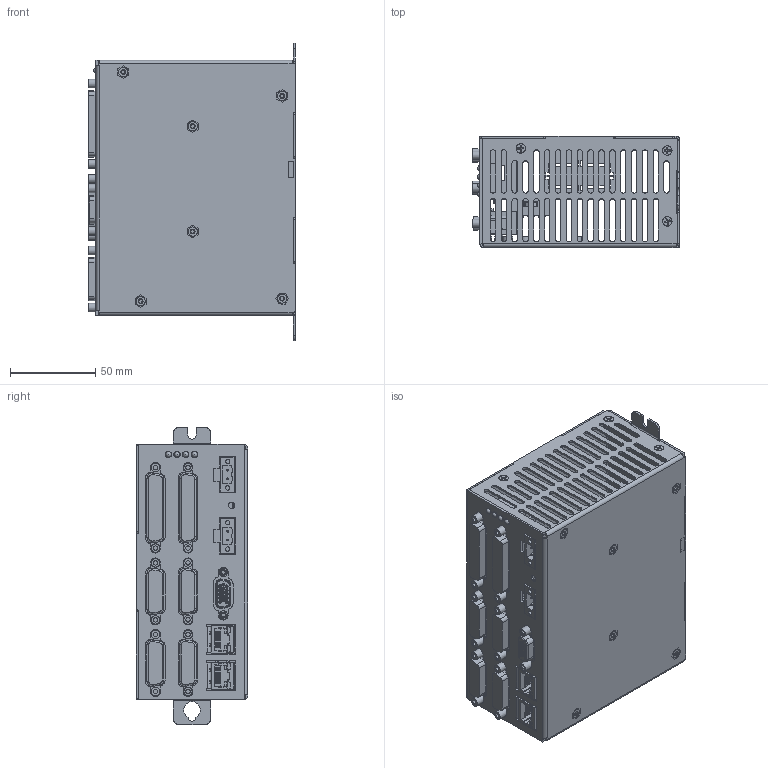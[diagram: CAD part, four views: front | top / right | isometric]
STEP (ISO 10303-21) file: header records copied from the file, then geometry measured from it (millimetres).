
FILE_DESCRIPTION(/* description */ ('7900 - 4 AXIS'),/* implementation_level */ '2;1');
FILE_NAME(/* name */ '7900_4AXIS.stp',/* time_stamp */ '2020-08-10T14:32:00-07:00',/* author */ ('jb17719'),/* organization */ ('Parker Hannifin Corporation'),/* preprocessor_version */ 'ST-DEVELOPER v18',/* originating_system */ 'Autodesk Inventor 2020',/* authorisation */ 'Parker Hannifin Corp');
FILE_SCHEMA (('AUTOMOTIVE_DESIGN { 1 0 10303 214 3 1 1 }'));
Length unit declared in the file: inch
Products named in the file (18): TOP_ASSY_7900_4AXIS_71-033554-01; SM_BASE_7900_4AXIS_53-033551-01; SM_BASE_7900_4AXIS_53-033551-01_1; SO-6440-8ZI; PCA_STACKED_SERVO_CONT_60P_745X; K66X(HT)-E15S-NR_rA4; CONN_2PIN_200PITCH_FLNG; SM1210XXC; User Library-J1B1211CCD; PCA_7900_CISA; conn_25p_fem_dsub_x2_ra; conn_26p_hd_fem_dsub_x2_ra; led_quad; SM_COVER_7900_4AXIS_53-033553-01; SM_COVER_7900_4AXIS_53-033553-01_1; 20160628-192945-93036111; 51-032779-01; 51-000178-01
Assembly tree (38 placements, depth 3):
  TOP_ASSY_7900_4AXIS_71-033554-01
    SM_BASE_7900_4AXIS_53-033551-01
      SM_BASE_7900_4AXIS_53-033551-01_1
      SO-6440-8ZI  x6
      20160628-192945-93036111  x2
    PCA_STACKED_SERVO_CONT_60P_745X
      K66X(HT)-E15S-NR_rA4
      CONN_2PIN_200PITCH_FLNG  x2
      SM1210XXC
      User Library-J1B1211CCD  x2
    PCA_7900_CISA
      conn_25p_fem_dsub_x2_ra
      conn_26p_hd_fem_dsub_x2_ra  x2
      led_quad
    SM_COVER_7900_4AXIS_53-033553-01
      SM_COVER_7900_4AXIS_53-033553-01_1
      20160628-192945-93036111  x6
    51-032779-01  x7
    51-000178-01
Bounding box: 121.11 x 65.07 x 174.04 mm (x, y, z)
Volume: 153367.7 mm3; surface area: 169060.7 mm2
Topology: 66 solids, 66 shells, 3126 faces, 8660 edges, 5772 vertices
Faces by surface type: plane 2186, cylinder 713, cone 151, bspline 38, torus 34, sphere 4
Full cylindrical faces by diameter (mm): 1 x15, 1.016 x8, 1.986 x28, 2.156 x14, 2.157 x3, 2.35 x2, 2.54 x16, 2.845 x40, 3.048 x16, 3.05 x2, 3.175 x7, 3.81 x5, 4.021 x1, 4.846 x6, 4.953 x12, 5 x2, 5.116 x12, 5.385 x24
Entity records: 65349 total; most frequent: CARTESIAN_POINT 12812, ORIENTED_EDGE 10734, DIRECTION 10418, EDGE_CURVE 5367, LINE 3954, VECTOR 3954, VERTEX_POINT 3552, AXIS2_PLACEMENT_3D 3232
